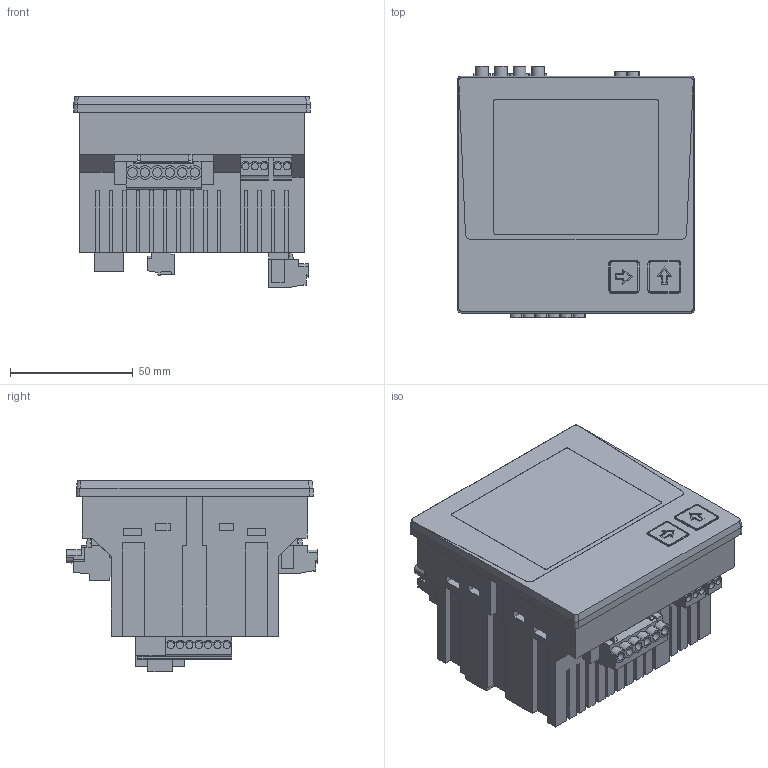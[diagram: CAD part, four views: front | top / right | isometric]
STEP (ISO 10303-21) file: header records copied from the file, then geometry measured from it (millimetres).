
FILE_DESCRIPTION(('CATIA V5 STEP Exchange','CAx-IF Rec.Pracs.--- Model Styling and Organization---1.4--- 2014-01-23'),'2;1');
FILE_NAME ('D1500069_0', '2021-08-18T13:54:21+00:00', ('none'), ('Weidmueller'), 'CATIA Version 5-6 Release 2016 SP3 HF44', 'CATIA V5 STEP AP214', 'none');
FILE_SCHEMA(('AUTOMOTIVE_DESIGN { 1 0 10303 214 1 1 1 1 }'));
Products named in the file (1): S3D_ENERGY_METER_610_24
Bounding box: 96.5 x 102.39 x 78.2 mm (x, y, z)
Volume: 460864.8 mm3; surface area: 83414.7 mm2
Topology: 45 solids, 45 shells, 2315 faces, 6562 edges, 4486 vertices
Faces by surface type: plane 1865, cylinder 349, cone 60, extrusion 29, bspline 12
Entity records: 74322 total; most frequent: CARTESIAN_POINT 15230, ORIENTED_EDGE 13124, DIRECTION 9265, EDGE_CURVE 6562, VECTOR 5343, LINE 5314, VERTEX_POINT 4486, EDGE_LOOP 2474
